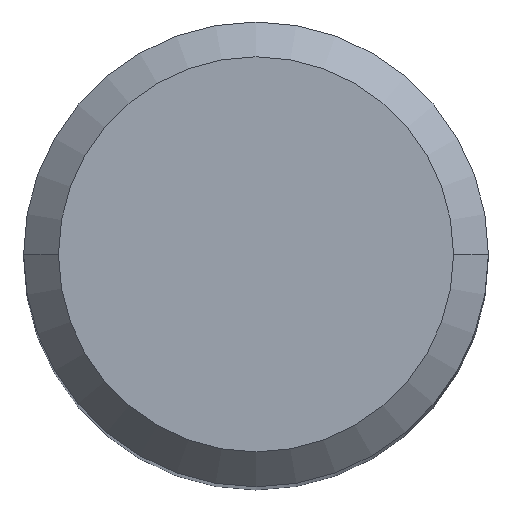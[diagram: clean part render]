
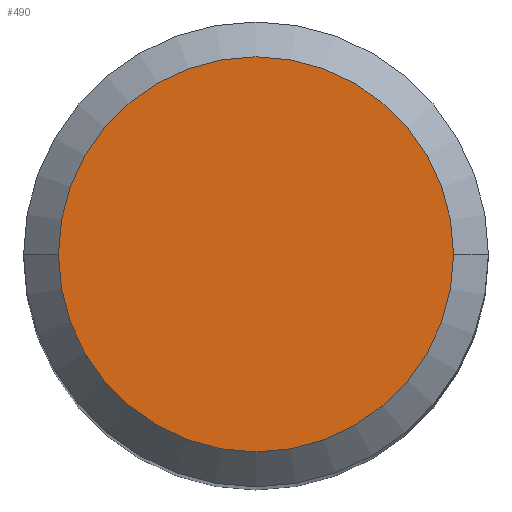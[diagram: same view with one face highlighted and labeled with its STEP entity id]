
A CAD part, top view. The second image highlights one B-rep face of the part: STEP entity #490.
In plain terms, the highlighted planar face has unit normal (0, 0, 1).
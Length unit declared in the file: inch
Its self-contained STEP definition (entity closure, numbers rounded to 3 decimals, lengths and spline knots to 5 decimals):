
#36 = DIRECTION ( 'NONE',  ( -1., 0., 0. ) ) ;
#82 = AXIS2_PLACEMENT_3D ( 'NONE', #274, #228, #346 ) ;
#94 = EDGE_CURVE ( 'NONE', #279, #410, #374, .T. ) ;
#121 = FACE_OUTER_BOUND ( 'NONE', #436, .T. ) ;
#143 = CARTESIAN_POINT ( 'NONE',  ( -0.16732, 0., 0. ) ) ;
#144 = ORIENTED_EDGE ( 'NONE', *, *, #94, .T. ) ;
#160 = CIRCLE ( 'NONE', #484, 0.16732 ) ;
#224 = CARTESIAN_POINT ( 'NONE',  ( 0., 0., 0. ) ) ;
#228 = DIRECTION ( 'NONE',  ( 0., 0., 1. ) ) ;
#232 = CARTESIAN_POINT ( 'NONE',  ( 0.16732, 0., 0. ) ) ;
#264 = PLANE ( 'NONE',  #412 ) ;
#274 = CARTESIAN_POINT ( 'NONE',  ( 0., 0., 0. ) ) ;
#279 = VERTEX_POINT ( 'NONE', #143 ) ;
#282 = ORIENTED_EDGE ( 'NONE', *, *, #345, .T. ) ;
#345 = EDGE_CURVE ( 'NONE', #410, #279, #160, .T. ) ;
#346 = DIRECTION ( 'NONE',  ( 1., 0., 0. ) ) ;
#374 = CIRCLE ( 'NONE', #82, 0.16732 ) ;
#378 = DIRECTION ( 'NONE',  ( 0., 0., -1. ) ) ;
#410 = VERTEX_POINT ( 'NONE', #232 ) ;
#412 = AXIS2_PLACEMENT_3D ( 'NONE', #224, #378, #36 ) ;
#436 = EDGE_LOOP ( 'NONE', ( #144, #282 ) ) ;
#442 = DIRECTION ( 'NONE',  ( 1., 0., 0. ) ) ;
#473 = CARTESIAN_POINT ( 'NONE',  ( 0., 0., 0. ) ) ;
#476 = DIRECTION ( 'NONE',  ( 0., 0., 1. ) ) ;
#484 = AXIS2_PLACEMENT_3D ( 'NONE', #473, #476, #442 ) ;
#490 = ADVANCED_FACE ( 'NONE', ( #121 ), #264, .F. ) ;
